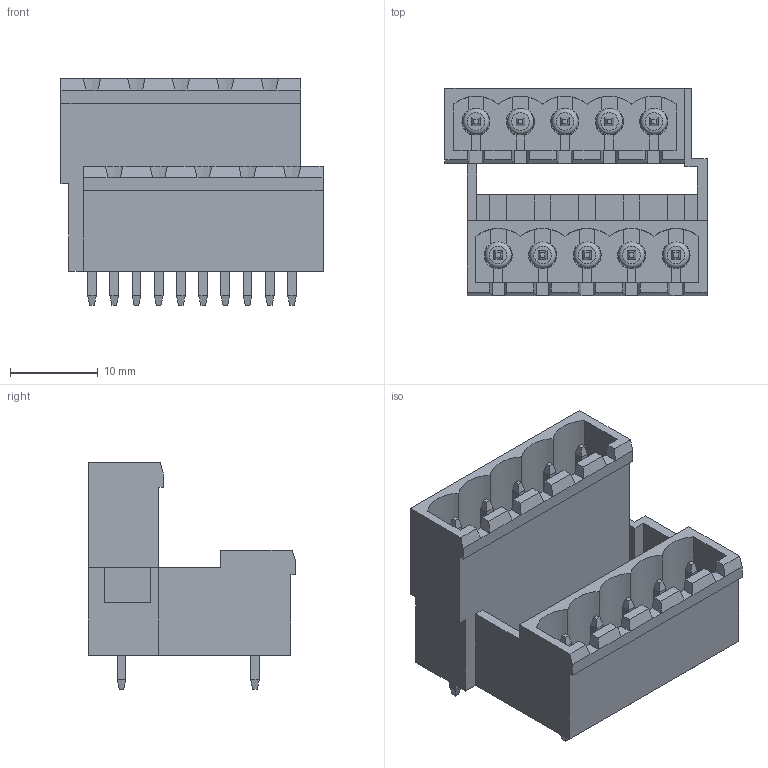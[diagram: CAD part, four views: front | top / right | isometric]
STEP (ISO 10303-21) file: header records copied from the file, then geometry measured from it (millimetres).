
FILE_DESCRIPTION( ( 'Unknown' ), '1' );
FILE_NAME( '691336500010.stp', 'Unknown', ( 'Unknown' ), ( 'Unknown' ), 'PSStep 15.0.49', 'Unknown', ' ' );
FILE_SCHEMA( ( 'AUTOMOTIVE_DESIGN { 1 0 10303 214 1 1 1 1 }' ) );
Length unit declared in the file: millimetre
Products named in the file (4): Assem1; 6913365000xx_PIN Longue; 6913365000xx_PIN Courte; 691336500010
Assembly tree (11 placements, depth 2):
  Assem1
    6913365000xx_PIN Longue  x5
    6913365000xx_PIN Courte  x5
    691336500010
Bounding box: 29.94 x 23.7 x 25.9 mm (x, y, z)
Volume: 4105 mm3; surface area: 8048.4 mm2
Topology: 11 solids, 11 shells, 523 faces, 1423 edges, 915 vertices
Faces by surface type: plane 473, cylinder 40, torus 10
Full cylindrical faces by diameter (mm): 2.997 x5, 3 x5
Entity records: 16663 total; most frequent: CARTESIAN_POINT 2369, ORIENTED_EDGE 2338, DIRECTION 2125, EDGE_CURVE 1169, LINE 1059, VECTOR 1059, VERTEX_POINT 777, AXIS2_PLACEMENT_3D 533
